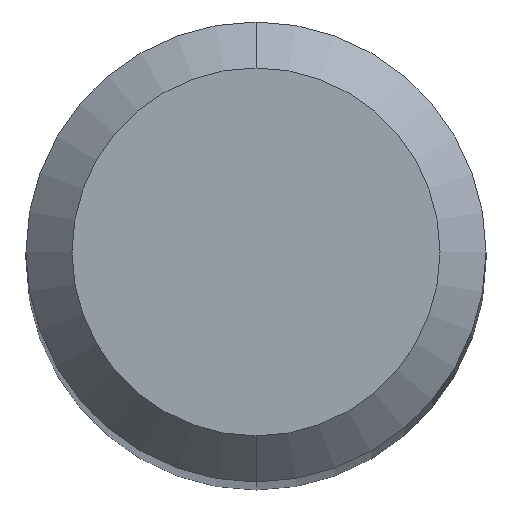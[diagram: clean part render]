
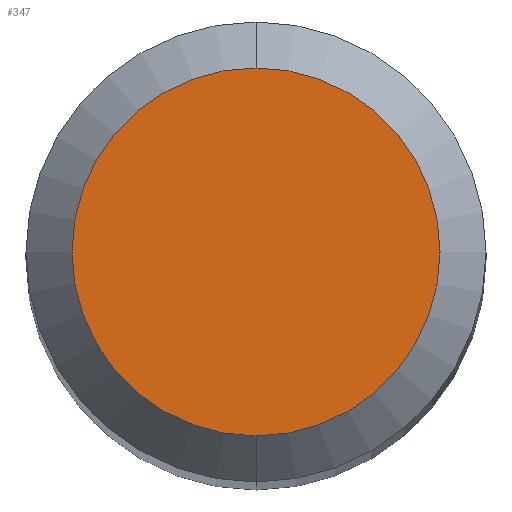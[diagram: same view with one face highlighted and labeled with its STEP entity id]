
A CAD part, top view. The second image highlights one B-rep face of the part: STEP entity #347.
In plain terms, the highlighted planar face has unit normal (0, 0, 1).
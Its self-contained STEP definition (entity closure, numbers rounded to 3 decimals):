
#195=VERTEX_POINT('',#504);
#197=EDGE_CURVE('',#195,#433,#506,.T.);
#233=EDGE_CURVE('',#433,#195,#544,.T.);
#347=ADVANCED_FACE('',(#672),#673,.T.);
#433=VERTEX_POINT('',#769);
#504=CARTESIAN_POINT('',(0.,-1.2,0.0));
#506=CIRCLE('',#843,1.2);
#544=CIRCLE('',#950,1.2);
#672=FACE_OUTER_BOUND('',#1197,.T.);
#673=PLANE('',#1198);
#769=CARTESIAN_POINT('',(0.0,1.2,0.0));
#843=AXIS2_PLACEMENT_3D('',#1472,#1473,#1474);
#950=AXIS2_PLACEMENT_3D('',#1501,#1502,#1503);
#1197=EDGE_LOOP('',(#1662,#1663));
#1198=AXIS2_PLACEMENT_3D('',#1664,#1665,#1666);
#1472=CARTESIAN_POINT('',(0.0,0.0,0.0));
#1473=DIRECTION('',(0.0,0.0,-1.0));
#1474=DIRECTION('',(0.0,1.0,0.0));
#1501=CARTESIAN_POINT('',(0.0,0.0,0.0));
#1502=DIRECTION('',(0.0,0.0,-1.0));
#1503=DIRECTION('',(0.0,1.0,0.0));
#1662=ORIENTED_EDGE('',*,*,#233,.F.);
#1663=ORIENTED_EDGE('',*,*,#197,.F.);
#1664=CARTESIAN_POINT('',(0.0,0.6,0.0));
#1665=DIRECTION('',(-0.0,0.0,1.0));
#1666=DIRECTION('',(0.0,-1.0,0.0));
